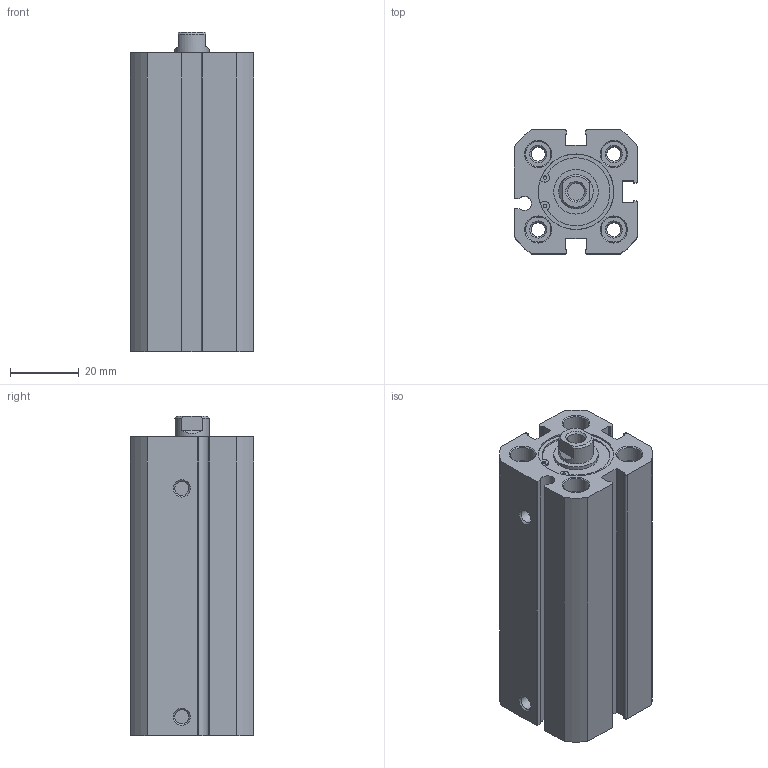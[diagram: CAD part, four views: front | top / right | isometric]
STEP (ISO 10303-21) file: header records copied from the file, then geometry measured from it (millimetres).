
FILE_DESCRIPTION(/* description */ ('STEP AP203'),/* implementation_level */ '2;1');
FILE_NAME(/* name */ 'SF20X50()(00)',/* time_stamp */ '2024-05-09T16:52:04+02:00',/* author */ ('License CC BY-ND 4.0'),/* organization */ ('CADENAS'),/* preprocessor_version */ 'ST-DEVELOPER v19.3',/* originating_system */ 'PARTsolutions',/* authorisation */ ' ');
FILE_SCHEMA (('CONFIG_CONTROL_DESIGN'));
Length unit declared in the file: millimetre
Products named in the file (3): SF20X50()(00); SF20X50()(_body) ; SF20X50(rod-0)
Assembly tree (2 placements, depth 2):
  SF20X50()(00)
    SF20X50()(_body) 
    SF20X50(rod-0)
Bounding box: 36 x 36 x 93 mm (x, y, z)
Volume: 82596.8 mm3; surface area: 30810.3 mm2
Topology: 2 solids, 2 shells, 144 faces, 345 edges, 223 vertices
Faces by surface type: cylinder 61, plane 60, cone 23
Full cylindrical faces by diameter (mm): 1 x2, 4.134 x6, 4.917 x1, 7.3 x8, 10 x2, 13 x1, 20 x2, 22 x1
Entity records: 4067 total; most frequent: DIRECTION 738, CARTESIAN_POINT 679, ORIENTED_EDGE 598, EDGE_CURVE 299, AXIS2_PLACEMENT_3D 296, VERTEX_POINT 221, EDGE_LOOP 214, FACE_BOUND 214
